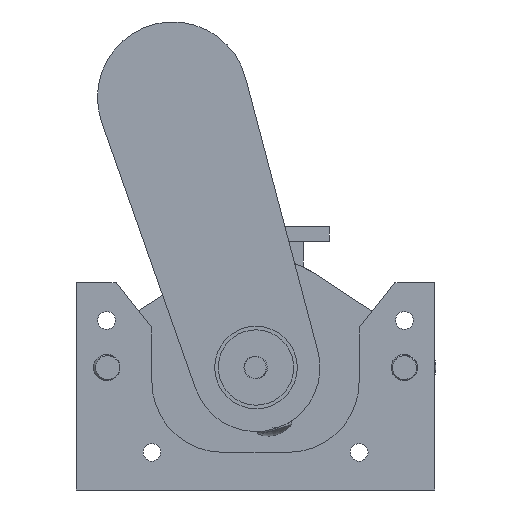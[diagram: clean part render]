
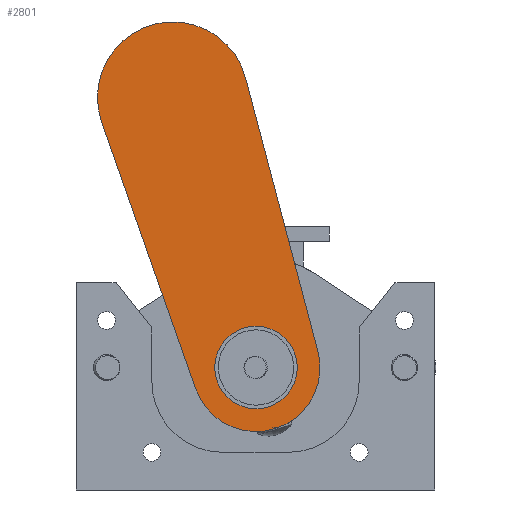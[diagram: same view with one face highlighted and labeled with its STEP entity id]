
A CAD part, front view. The second image highlights one B-rep face of the part: STEP entity #2801.
In plain terms, the highlighted face is planar.
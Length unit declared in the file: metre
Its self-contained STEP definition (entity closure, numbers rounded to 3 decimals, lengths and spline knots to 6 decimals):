
#146=LINE('',#6876,#277);
#149=LINE('',#6890,#280);
#277=VECTOR('',#3700,1.);
#280=VECTOR('',#3717,1.);
#1115=ORIENTED_EDGE('',*,*,#1626,.F.);
#1116=ORIENTED_EDGE('',*,*,#1618,.T.);
#1117=ORIENTED_EDGE('',*,*,#1622,.T.);
#1118=ORIENTED_EDGE('',*,*,#1625,.T.);
#1119=ORIENTED_EDGE('',*,*,#1629,.F.);
#1618=EDGE_CURVE('',#1952,#1951,#2125,.T.);
#1622=EDGE_CURVE('',#1951,#1954,#146,.T.);
#1625=EDGE_CURVE('',#1954,#1956,#2127,.T.);
#1626=EDGE_CURVE('',#1957,#1957,#2128,.T.);
#1629=EDGE_CURVE('',#1952,#1956,#149,.T.);
#1951=VERTEX_POINT('',#6867);
#1952=VERTEX_POINT('',#6869);
#1954=VERTEX_POINT('',#6875);
#1956=VERTEX_POINT('',#6881);
#1957=VERTEX_POINT('',#6885);
#2125=CIRCLE('',#3131,0.00508);
#2127=CIRCLE('',#3135,0.004318);
#2128=CIRCLE('',#3137,0.002781);
#2304=EDGE_LOOP('',(#1115));
#2305=EDGE_LOOP('',(#1116,#1117,#1118,#1119));
#2530=FACE_BOUND('',#2304,.T.);
#2531=FACE_BOUND('',#2305,.T.);
#2668=PLANE('',#3140);
#2801=ADVANCED_FACE('',(#2530,#2531),#2668,.T.);
#3131=AXIS2_PLACEMENT_3D('',#6868,#3693,#3694);
#3135=AXIS2_PLACEMENT_3D('',#6882,#3706,#3707);
#3137=AXIS2_PLACEMENT_3D('',#6884,#3710,#3711);
#3140=AXIS2_PLACEMENT_3D('',#6891,#3718,#3719);
#3693=DIRECTION('',(0.,0.,1.));
#3694=DIRECTION('',(1.,0.,0.));
#3700=DIRECTION('',(0.04,-0.999,0.));
#3706=DIRECTION('',(0.,0.,1.));
#3707=DIRECTION('',(1.,0.,0.));
#3710=DIRECTION('',(0.,0.,1.));
#3711=DIRECTION('',(1.,0.,0.));
#3717=DIRECTION('',(-0.04,-0.999,0.));
#3718=DIRECTION('',(0.,0.,1.));
#3719=DIRECTION('',(1.,0.,0.));
#6867=CARTESIAN_POINT('',(-0.005076,0.018847,0.000254));
#6868=CARTESIAN_POINT('',(0.,0.01905,0.000254));
#6869=CARTESIAN_POINT('',(0.005076,0.018847,0.000254));
#6875=CARTESIAN_POINT('',(-0.004315,-0.000173,0.000254));
#6876=CARTESIAN_POINT('',(-0.004695,0.009337,0.000254));
#6881=CARTESIAN_POINT('',(0.004315,-0.000173,0.000254));
#6882=CARTESIAN_POINT('',(0.,0.,0.000254));
#6884=CARTESIAN_POINT('',(0.,0.,0.000254));
#6885=CARTESIAN_POINT('',(0.002781,0.,0.000254));
#6890=CARTESIAN_POINT('',(0.004695,0.009337,0.000254));
#6891=CARTESIAN_POINT('',(0.,0.009906,0.000254));
